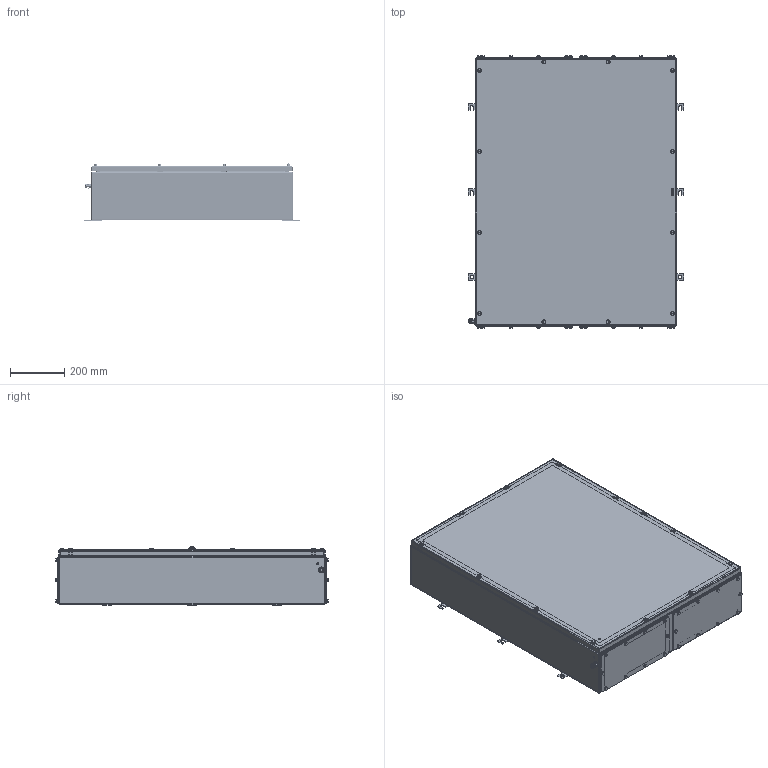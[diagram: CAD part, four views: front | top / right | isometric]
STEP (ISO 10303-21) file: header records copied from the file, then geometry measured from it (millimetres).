
FILE_DESCRIPTION(('CATIA V5 STEP Exchange','CAx-IF Rec.Pracs.--- Model Styling and Organization---1.4--- 2014-01-23'),'2;1');
FILE_NAME ('008601-6_4_1195620000_1195620000.stp','2022-09-28T09:39:23+00:00',('none'),('Weidmueller'),'CATIA Version 5-6 Release 2016 SP3 HF44','CATIA V5 STEP AP214','none');
FILE_SCHEMA(('AUTOMOTIVE_DESIGN { 1 0 10303 214 1 1 1 1 }'));
Products named in the file (1): 1195620000
Bounding box: 791 x 1002 x 214.8 mm (x, y, z)
Volume: 4406357.7 mm3; surface area: 5122854.5 mm2
Topology: 145 solids, 145 shells, 4501 faces, 10494 edges, 6269 vertices
Faces by surface type: cylinder 2033, plane 1624, cone 286, torus 278, sphere 200, bspline 80
Entity records: 126623 total; most frequent: CARTESIAN_POINT 30929, ORIENTED_EDGE 20360, DIRECTION 16584, EDGE_CURVE 10180, AXIS2_PLACEMENT_3D 7626, VERTEX_POINT 6269, VECTOR 5451, LINE 5451
